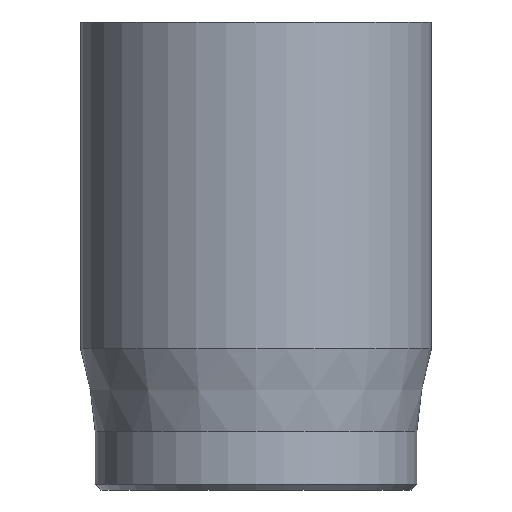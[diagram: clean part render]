
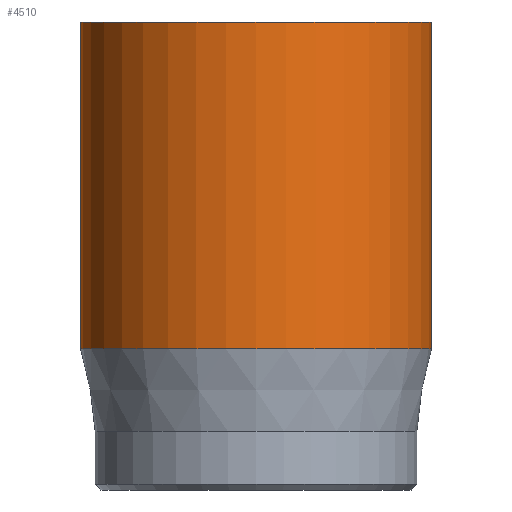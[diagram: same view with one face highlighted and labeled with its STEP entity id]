
A CAD part, left-side view. The second image highlights one B-rep face of the part: STEP entity #4510.
In plain terms, the highlighted cylindrical face has radius 3 mm (diameter 6 mm), a full revolution.
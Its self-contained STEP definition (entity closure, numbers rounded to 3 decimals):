
#31=CYLINDRICAL_SURFACE('',#4669,3.);
#45=CIRCLE('',#4641,3.);
#57=CIRCLE('',#4667,3.);
#58=CIRCLE('',#4668,3.);
#389=FACE_OUTER_BOUND('',#660,.T.);
#660=EDGE_LOOP('',(#3999,#4000,#4001,#4002,#4003));
#954=LINE('',#8936,#1254);
#1254=VECTOR('',#5129,3.);
#2033=VERTEX_POINT('',#8886);
#2045=VERTEX_POINT('',#8930);
#2046=VERTEX_POINT('',#8931);
#2685=EDGE_CURVE('',#2033,#2033,#45,.T.);
#2703=EDGE_CURVE('',#2045,#2046,#57,.T.);
#2704=EDGE_CURVE('',#2046,#2045,#58,.T.);
#2706=EDGE_CURVE('',#2033,#2045,#954,.T.);
#3999=ORIENTED_EDGE('',*,*,#2685,.T.);
#4000=ORIENTED_EDGE('',*,*,#2706,.T.);
#4001=ORIENTED_EDGE('',*,*,#2703,.T.);
#4002=ORIENTED_EDGE('',*,*,#2704,.T.);
#4003=ORIENTED_EDGE('',*,*,#2706,.F.);
#4510=ADVANCED_FACE('',(#389),#31,.T.);
#4641=AXIS2_PLACEMENT_3D('',#8887,#5064,#5065);
#4667=AXIS2_PLACEMENT_3D('',#8932,#5122,#5123);
#4668=AXIS2_PLACEMENT_3D('',#8933,#5124,#5125);
#4669=AXIS2_PLACEMENT_3D('',#8935,#5127,#5128);
#5064=DIRECTION('center_axis',(0.,0.,-1.));
#5065=DIRECTION('ref_axis',(-1.,0.,0.));
#5122=DIRECTION('center_axis',(0.,0.,1.));
#5123=DIRECTION('ref_axis',(-1.,0.,0.));
#5124=DIRECTION('center_axis',(0.,0.,1.));
#5125=DIRECTION('ref_axis',(-1.,0.,0.));
#5127=DIRECTION('center_axis',(0.,0.,1.));
#5128=DIRECTION('ref_axis',(-1.,0.,0.));
#5129=DIRECTION('',(0.,0.,-1.));
#8886=CARTESIAN_POINT('',(3.,0.,8.));
#8887=CARTESIAN_POINT('Origin',(0.,0.,8.));
#8930=CARTESIAN_POINT('',(3.,0.,2.418));
#8931=CARTESIAN_POINT('',(-3.,0.,2.418));
#8932=CARTESIAN_POINT('Origin',(0.,0.,2.418));
#8933=CARTESIAN_POINT('Origin',(0.,0.,2.418));
#8935=CARTESIAN_POINT('Origin',(0.,0.,0.));
#8936=CARTESIAN_POINT('',(3.,0.,0.));
